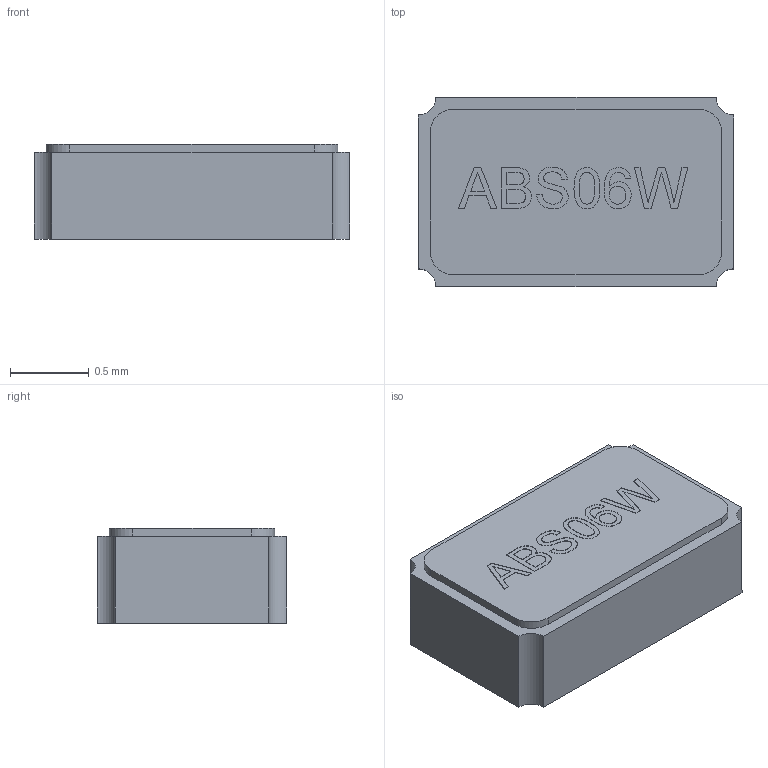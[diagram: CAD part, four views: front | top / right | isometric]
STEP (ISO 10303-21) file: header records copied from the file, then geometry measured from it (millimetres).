
FILE_DESCRIPTION(/* description */ (''),/* implementation_level */ '2;1');
FILE_NAME(/* name */ 'ABS06W.step',/* time_stamp */ '2020-09-21T19:16:52+02:00',/* author */ (''),/* organization */ (''),/* preprocessor_version */ 'ST-DEVELOPER v18.1',/* originating_system */ 'Autodesk Translation Framework v9.3.0.1241',/* authorisation */ '');
FILE_SCHEMA (('AUTOMOTIVE_DESIGN { 1 0 10303 214 3 1 1 }'));
Length unit declared in the file: millimetre
Products named in the file (1): (Unsaved)
Bounding box: 2 x 1.2 x 0.6 mm (x, y, z)
Volume: 1.4 mm3; surface area: 8.4 mm2
Topology: 1 solids, 1 shells, 134 faces, 354 edges, 236 vertices
Faces by surface type: plane 69, bspline 57, cylinder 8
Entity records: 7150 total; most frequent: CARTESIAN_POINT 3998, ORIENTED_EDGE 708, DIRECTION 412, EDGE_CURVE 354, VERTEX_POINT 236, LINE 224, VECTOR 224, EDGE_LOOP 148
